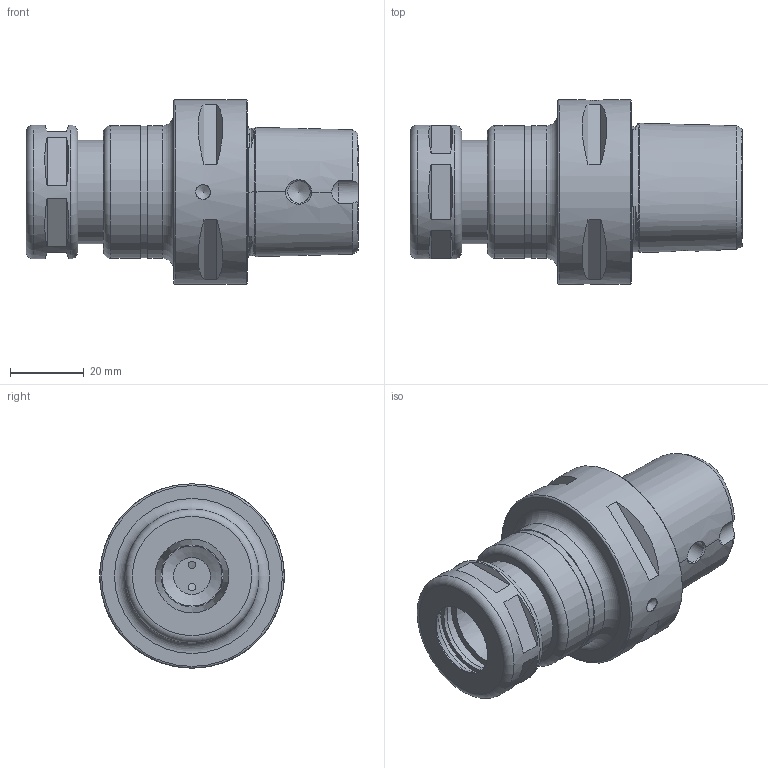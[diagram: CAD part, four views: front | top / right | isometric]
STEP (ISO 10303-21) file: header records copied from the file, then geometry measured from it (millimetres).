
FILE_DESCRIPTION((''),'2;1');
FILE_NAME('670000516060-3D.stp','2021-01-29T13:47:53',('nttooll'),(''),'Autodesk Inventor 2012','Autodesk Inventor 2012','');
FILE_SCHEMA(('AUTOMOTIVE_DESIGN { 1 0 10303 214 1 1 1 1 }'));
Length unit declared in the file: millimetre
Products named in the file (1): 670000516060-3D
Bounding box: 90 x 50 x 50 mm (x, y, z)
Volume: 77603.8 mm3; surface area: 21849 mm2
Topology: 1 solids, 2 shells, 134 faces, 281 edges, 176 vertices
Faces by surface type: plane 55, cylinder 34, cone 24, bspline 12, torus 9
Full cylindrical faces by diameter (mm): 2 x2, 4 x1, 6.1 x3, 10 x1, 11 x1, 16 x2, 16.3 x1, 17 x1, 17.5 x1, 20 x1, 21 x2, 22.1 x1, 24 x1, 24.5 x1, 28 x2, 35.6 x1, 36 x2, 36.3 x1, 50 x1
Entity records: 6986 total; most frequent: CARTESIAN_POINT 4373, DIRECTION 511, ORIENTED_EDGE 424, AXIS2_PLACEMENT_3D 226, EDGE_LOOP 218, EDGE_CURVE 212, VERTEX_POINT 162, FACE_OUTER_BOUND 132
